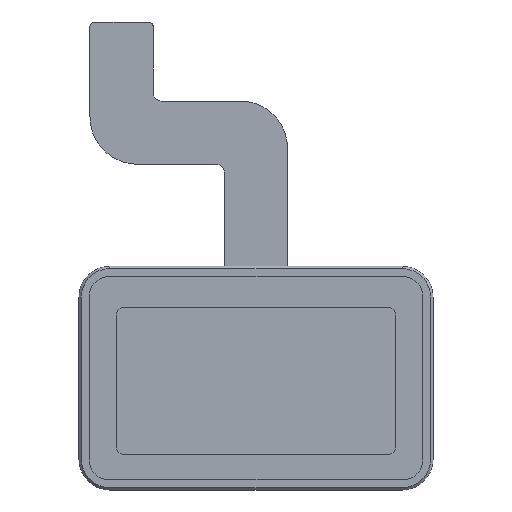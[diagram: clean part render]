
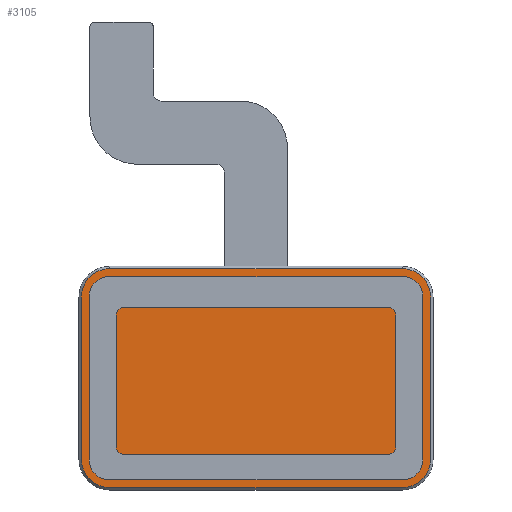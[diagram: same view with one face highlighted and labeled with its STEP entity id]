
A CAD part, front view. The second image highlights one B-rep face of the part: STEP entity #3105.
In plain terms, the highlighted planar face has unit normal (0, -1, 0).
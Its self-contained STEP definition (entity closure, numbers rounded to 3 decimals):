
#15 = PLANE ( 'NONE',  #3550 ) ;
#47 = DIRECTION ( 'NONE',  ( 0., -1., 0. ) ) ;
#55 = VERTEX_POINT ( 'NONE', #1890 ) ;
#227 = CARTESIAN_POINT ( 'NONE',  ( 11.05, -11.88, 17.35 ) ) ;
#345 = LINE ( 'NONE', #3969, #4046 ) ;
#390 = ORIENTED_EDGE ( 'NONE', *, *, #4966, .T. ) ;
#454 = ORIENTED_EDGE ( 'NONE', *, *, #3985, .T. ) ;
#518 = CARTESIAN_POINT ( 'NONE',  ( 9.25, -11.88, 17.35 ) ) ;
#627 = DIRECTION ( 'NONE',  ( 0., 0., 1. ) ) ;
#781 = VECTOR ( 'NONE', #627, 1000. ) ;
#789 = EDGE_CURVE ( 'NONE', #887, #55, #1117, .T. ) ;
#843 = EDGE_CURVE ( 'NONE', #4274, #3959, #3492, .T. ) ;
#855 = DIRECTION ( 'NONE',  ( 1., 0., 0. ) ) ;
#856 = DIRECTION ( 'NONE',  ( 1., 0., 0. ) ) ;
#887 = VERTEX_POINT ( 'NONE', #3152 ) ;
#1060 = CARTESIAN_POINT ( 'NONE',  ( -11.05, -11.88, 7.1 ) ) ;
#1117 = CIRCLE ( 'NONE', #3098, 1.8 ) ;
#1196 = ORIENTED_EDGE ( 'NONE', *, *, #843, .T. ) ;
#1224 = DIRECTION ( 'NONE',  ( 0., -1., 0. ) ) ;
#1225 = CARTESIAN_POINT ( 'NONE',  ( 9.25, -11.88, 5.3 ) ) ;
#1226 = AXIS2_PLACEMENT_3D ( 'NONE', #518, #2996, #856 ) ;
#1238 = ORIENTED_EDGE ( 'NONE', *, *, #2464, .T. ) ;
#1280 = DIRECTION ( 'NONE',  ( 0., -1., 0. ) ) ;
#1328 = VERTEX_POINT ( 'NONE', #2157 ) ;
#1528 = AXIS2_PLACEMENT_3D ( 'NONE', #3148, #1834, #5122 ) ;
#1669 = AXIS2_PLACEMENT_3D ( 'NONE', #4951, #47, #3317 ) ;
#1834 = DIRECTION ( 'NONE',  ( 0., -1., 0. ) ) ;
#1890 = CARTESIAN_POINT ( 'NONE',  ( -11.05, -11.88, 17.35 ) ) ;
#2157 = CARTESIAN_POINT ( 'NONE',  ( 11.05, -11.88, 17.35 ) ) ;
#2464 = EDGE_CURVE ( 'NONE', #4689, #1328, #3873, .T. ) ;
#2484 = ORIENTED_EDGE ( 'NONE', *, *, #5258, .T. ) ;
#2487 = VECTOR ( 'NONE', #3465, 1000. ) ;
#2502 = CARTESIAN_POINT ( 'NONE',  ( 11.05, -11.88, 7.1 ) ) ;
#2602 = VERTEX_POINT ( 'NONE', #5233 ) ;
#2636 = CARTESIAN_POINT ( 'NONE',  ( 9.25, -11.88, 5.3 ) ) ;
#2742 = EDGE_CURVE ( 'NONE', #55, #4520, #345, .T. ) ;
#2792 = CIRCLE ( 'NONE', #1669, 1.8 ) ;
#2996 = DIRECTION ( 'NONE',  ( 0., -1., 0. ) ) ;
#3078 = VECTOR ( 'NONE', #3643, 1000. ) ;
#3098 = AXIS2_PLACEMENT_3D ( 'NONE', #4138, #1280, #3336 ) ;
#3105 = ADVANCED_FACE ( 'NONE', ( #4569 ), #15, .T. ) ;
#3148 = CARTESIAN_POINT ( 'NONE',  ( 9.25, -11.88, 7.1 ) ) ;
#3152 = CARTESIAN_POINT ( 'NONE',  ( -9.25, -11.88, 19.15 ) ) ;
#3220 = CARTESIAN_POINT ( 'NONE',  ( -9.25, -11.88, 5.3 ) ) ;
#3299 = ORIENTED_EDGE ( 'NONE', *, *, #3555, .T. ) ;
#3317 = DIRECTION ( 'NONE',  ( 1., 0., 0. ) ) ;
#3336 = DIRECTION ( 'NONE',  ( 1., 0., 0. ) ) ;
#3337 = CARTESIAN_POINT ( 'NONE',  ( -9.95, -11.88, 18.45 ) ) ;
#3384 = ORIENTED_EDGE ( 'NONE', *, *, #2742, .T. ) ;
#3465 = DIRECTION ( 'NONE',  ( 1., 0., 0. ) ) ;
#3492 = LINE ( 'NONE', #2636, #2487 ) ;
#3495 = CIRCLE ( 'NONE', #1528, 1.8 ) ;
#3550 = AXIS2_PLACEMENT_3D ( 'NONE', #3337, #1224, #855 ) ;
#3555 = EDGE_CURVE ( 'NONE', #4520, #4274, #2792, .T. ) ;
#3643 = DIRECTION ( 'NONE',  ( -1., 0., 0. ) ) ;
#3820 = EDGE_LOOP ( 'NONE', ( #3299, #1196, #2484, #1238, #454, #390, #4328, #3384 ) ) ;
#3873 = LINE ( 'NONE', #227, #781 ) ;
#3959 = VERTEX_POINT ( 'NONE', #1225 ) ;
#3969 = CARTESIAN_POINT ( 'NONE',  ( -11.05, -11.88, 7.1 ) ) ;
#3985 = EDGE_CURVE ( 'NONE', #1328, #2602, #5065, .T. ) ;
#4046 = VECTOR ( 'NONE', #4788, 1000. ) ;
#4138 = CARTESIAN_POINT ( 'NONE',  ( -9.25, -11.88, 17.35 ) ) ;
#4274 = VERTEX_POINT ( 'NONE', #3220 ) ;
#4328 = ORIENTED_EDGE ( 'NONE', *, *, #789, .T. ) ;
#4464 = CARTESIAN_POINT ( 'NONE',  ( -9.25, -11.88, 19.15 ) ) ;
#4520 = VERTEX_POINT ( 'NONE', #1060 ) ;
#4569 = FACE_OUTER_BOUND ( 'NONE', #3820, .T. ) ;
#4689 = VERTEX_POINT ( 'NONE', #2502 ) ;
#4788 = DIRECTION ( 'NONE',  ( 0., 0., -1. ) ) ;
#4842 = LINE ( 'NONE', #4464, #3078 ) ;
#4951 = CARTESIAN_POINT ( 'NONE',  ( -9.25, -11.88, 7.1 ) ) ;
#4966 = EDGE_CURVE ( 'NONE', #2602, #887, #4842, .T. ) ;
#5065 = CIRCLE ( 'NONE', #1226, 1.8 ) ;
#5122 = DIRECTION ( 'NONE',  ( 1., 0., 0. ) ) ;
#5233 = CARTESIAN_POINT ( 'NONE',  ( 9.25, -11.88, 19.15 ) ) ;
#5258 = EDGE_CURVE ( 'NONE', #3959, #4689, #3495, .T. ) ;
